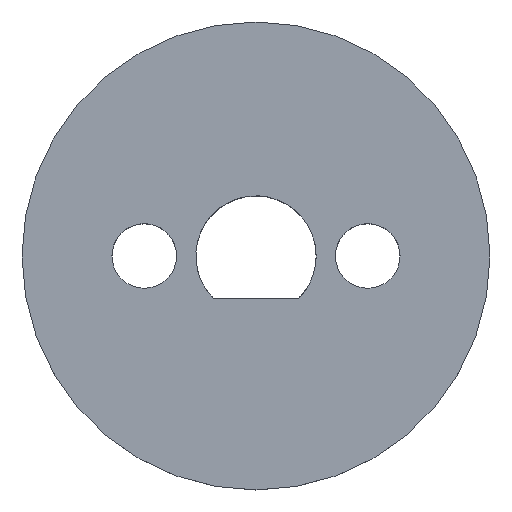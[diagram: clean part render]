
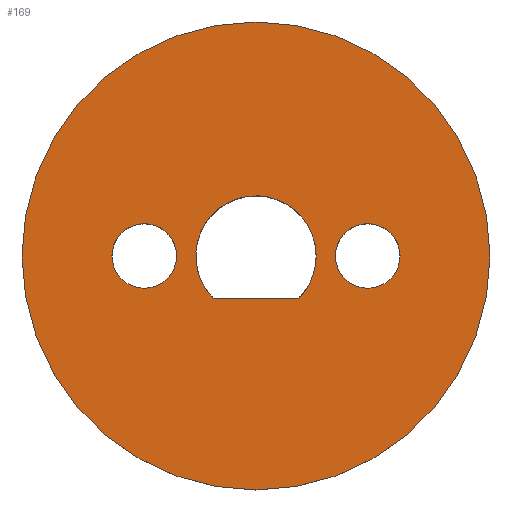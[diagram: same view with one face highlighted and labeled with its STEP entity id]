
A CAD part, top view. The second image highlights one B-rep face of the part: STEP entity #169.
In plain terms, the highlighted planar face has unit normal (0, 0, 1).
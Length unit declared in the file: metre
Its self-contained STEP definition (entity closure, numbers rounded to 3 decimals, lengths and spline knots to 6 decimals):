
#25=CIRCLE('',#201,0.0105);
#27=CIRCLE('',#204,0.00145);
#28=CIRCLE('',#205,0.00145);
#29=CIRCLE('',#206,0.0027);
#47=ORIENTED_EDGE('',*,*,#78,.T.);
#48=ORIENTED_EDGE('',*,*,#79,.T.);
#49=ORIENTED_EDGE('',*,*,#80,.F.);
#50=ORIENTED_EDGE('',*,*,#67,.F.);
#51=ORIENTED_EDGE('',*,*,#76,.T.);
#67=EDGE_CURVE('',#84,#85,#99,.T.);
#76=EDGE_CURVE('',#93,#93,#25,.T.);
#78=EDGE_CURVE('',#95,#95,#27,.F.);
#79=EDGE_CURVE('',#96,#96,#28,.F.);
#80=EDGE_CURVE('',#85,#84,#29,.T.);
#84=VERTEX_POINT('',#275);
#85=VERTEX_POINT('',#277);
#93=VERTEX_POINT('',#299);
#95=VERTEX_POINT('',#304);
#96=VERTEX_POINT('',#306);
#99=LINE('',#276,#103);
#103=VECTOR('',#219,1.);
#118=EDGE_LOOP('',(#47));
#119=EDGE_LOOP('',(#48));
#120=EDGE_LOOP('',(#49,#50));
#121=EDGE_LOOP('',(#51));
#144=FACE_BOUND('',#118,.T.);
#145=FACE_BOUND('',#119,.T.);
#146=FACE_BOUND('',#120,.T.);
#147=FACE_BOUND('',#121,.T.);
#160=PLANE('',#203);
#169=ADVANCED_FACE('',(#144,#145,#146,#147),#160,.T.);
#201=AXIS2_PLACEMENT_3D('',#298,#245,#246);
#203=AXIS2_PLACEMENT_3D('',#302,#249,#250);
#204=AXIS2_PLACEMENT_3D('',#303,#251,#252);
#205=AXIS2_PLACEMENT_3D('',#305,#253,#254);
#206=AXIS2_PLACEMENT_3D('',#307,#255,#256);
#219=DIRECTION('',(1.,0.,0.));
#245=DIRECTION('',(0.,0.,1.));
#246=DIRECTION('',(1.,0.,0.));
#249=DIRECTION('',(0.,0.,1.));
#250=DIRECTION('',(1.,0.,0.));
#251=DIRECTION('',(0.,0.,1.));
#252=DIRECTION('',(1.,0.,0.));
#253=DIRECTION('',(0.,0.,1.));
#254=DIRECTION('',(1.,0.,0.));
#255=DIRECTION('',(0.,0.,1.));
#256=DIRECTION('',(1.,0.,0.));
#275=CARTESIAN_POINT('',(-0.001918,-0.0019,0.0055));
#276=CARTESIAN_POINT('',(0.,-0.0019,0.0055));
#277=CARTESIAN_POINT('',(0.001918,-0.0019,0.0055));
#298=CARTESIAN_POINT('',(0.,0.,0.0055));
#299=CARTESIAN_POINT('',(0.0105,0.,0.0055));
#302=CARTESIAN_POINT('',(0.,0.,0.0055));
#303=CARTESIAN_POINT('',(-0.005013,0.,0.0055));
#304=CARTESIAN_POINT('',(-0.003563,0.,0.0055));
#305=CARTESIAN_POINT('',(0.005013,0.,0.0055));
#306=CARTESIAN_POINT('',(0.006463,0.,0.0055));
#307=CARTESIAN_POINT('',(0.,0.,0.0055));
